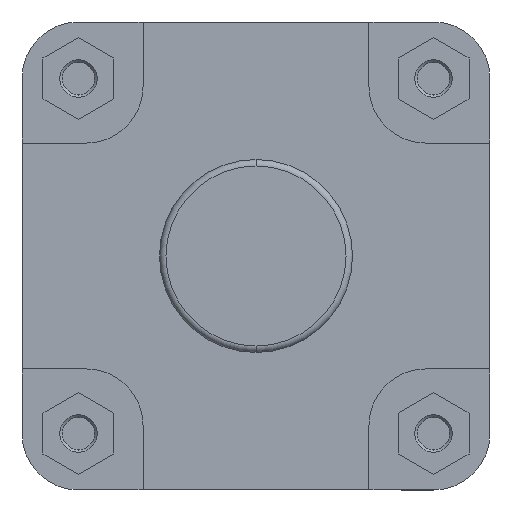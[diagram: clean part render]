
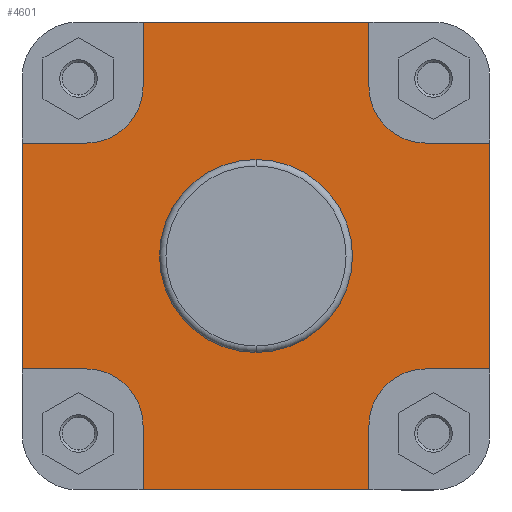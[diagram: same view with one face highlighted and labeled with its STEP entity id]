
A CAD part, left-side view. The second image highlights one B-rep face of the part: STEP entity #4601.
In plain terms, the highlighted planar face has unit normal (-1, 0, 0).
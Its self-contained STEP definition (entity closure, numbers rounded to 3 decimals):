
#19 = EDGE_LOOP ( 'NONE', ( #897, #896 ) ) ;
#58 = EDGE_LOOP ( 'NONE', ( #895, #894, #893, #892, #891, #890, #889, #888, #887, #886, #885, #884, #883, #882, #881, #880 ) ) ;
#880 = ORIENTED_EDGE ( 'NONE', *, *, #3959, .F. ) ;
#881 = ORIENTED_EDGE ( 'NONE', *, *, #3958, .F. ) ;
#882 = ORIENTED_EDGE ( 'NONE', *, *, #3954, .F. ) ;
#883 = ORIENTED_EDGE ( 'NONE', *, *, #3951, .F. ) ;
#884 = ORIENTED_EDGE ( 'NONE', *, *, #3924, .F. ) ;
#885 = ORIENTED_EDGE ( 'NONE', *, *, #3913, .F. ) ;
#886 = ORIENTED_EDGE ( 'NONE', *, *, #3912, .F. ) ;
#887 = ORIENTED_EDGE ( 'NONE', *, *, #3978, .F. ) ;
#888 = ORIENTED_EDGE ( 'NONE', *, *, #3821, .F. ) ;
#889 = ORIENTED_EDGE ( 'NONE', *, *, #3960, .F. ) ;
#890 = ORIENTED_EDGE ( 'NONE', *, *, #3945, .F. ) ;
#891 = ORIENTED_EDGE ( 'NONE', *, *, #3777, .T. ) ;
#892 = ORIENTED_EDGE ( 'NONE', *, *, #3798, .F. ) ;
#893 = ORIENTED_EDGE ( 'NONE', *, *, #3778, .F. ) ;
#894 = ORIENTED_EDGE ( 'NONE', *, *, #3800, .F. ) ;
#895 = ORIENTED_EDGE ( 'NONE', *, *, #3816, .T. ) ;
#896 = ORIENTED_EDGE ( 'NONE', *, *, #3830, .F. ) ;
#897 = ORIENTED_EDGE ( 'NONE', *, *, #3799, .F. ) ;
#1882 = CARTESIAN_POINT ( 'NONE',  ( 46., 35., -52.5 ) ) ;
#1883 = CARTESIAN_POINT ( 'NONE',  ( 46., 52.5, -35. ) ) ;
#1884 = CARTESIAN_POINT ( 'NONE',  ( 46., 72.5, -35. ) ) ;
#1885 = CARTESIAN_POINT ( 'NONE',  ( 46., 72.5, 35. ) ) ;
#1886 = CARTESIAN_POINT ( 'NONE',  ( 46., 52.5, 35. ) ) ;
#1887 = CARTESIAN_POINT ( 'NONE',  ( 46., 35., 52.5 ) ) ;
#1888 = CARTESIAN_POINT ( 'NONE',  ( 46., 35., 72.5 ) ) ;
#1889 = CARTESIAN_POINT ( 'NONE',  ( 46., -35., 72.5 ) ) ;
#1890 = CARTESIAN_POINT ( 'NONE',  ( 46., -35., 52.5 ) ) ;
#1891 = CARTESIAN_POINT ( 'NONE',  ( 46., -52.5, 35. ) ) ;
#1892 = CARTESIAN_POINT ( 'NONE',  ( 46., -72.5, 35. ) ) ;
#1893 = CARTESIAN_POINT ( 'NONE',  ( 46., -72.5, -35. ) ) ;
#1894 = CARTESIAN_POINT ( 'NONE',  ( 46., -52.5, -35. ) ) ;
#1895 = CARTESIAN_POINT ( 'NONE',  ( 46., -35., -52.5 ) ) ;
#1896 = CARTESIAN_POINT ( 'NONE',  ( 46., -35., -72.5 ) ) ;
#1897 = CARTESIAN_POINT ( 'NONE',  ( 46., 35., -72.5 ) ) ;
#1954 = CARTESIAN_POINT ( 'NONE',  ( 46., 0., -29.9 ) ) ;
#1955 = CARTESIAN_POINT ( 'NONE',  ( 46., 0., 29.9 ) ) ;
#2836 = CARTESIAN_POINT ( 'NONE',  ( 46., -72.5, 0. ) ) ;
#2837 = DIRECTION ( 'NONE',  ( 0., 0., 1. ) ) ;
#2838 = CARTESIAN_POINT ( 'NONE',  ( 46., -52.5, -52.5 ) ) ;
#2839 = DIRECTION ( 'NONE',  ( -1., 0., 0. ) ) ;
#2840 = DIRECTION ( 'NONE',  ( 0., 0., -1. ) ) ;
#2873 = CARTESIAN_POINT ( 'NONE',  ( 46., -72.5, -35. ) ) ;
#2879 = CARTESIAN_POINT ( 'NONE',  ( 46., -35., -52.5 ) ) ;
#2880 = DIRECTION ( 'NONE',  ( 0., 1., 0. ) ) ;
#2881 = CARTESIAN_POINT ( 'NONE',  ( 46., 0., 0. ) ) ;
#2882 = DIRECTION ( 'NONE',  ( -1., 0., 0. ) ) ;
#2883 = DIRECTION ( 'NONE',  ( 0., 0., 1. ) ) ;
#2885 = DIRECTION ( 'NONE',  ( 0., 0., -1. ) ) ;
#2927 = CARTESIAN_POINT ( 'NONE',  ( 46., -159.641, -72.5 ) ) ;
#2930 = DIRECTION ( 'NONE',  ( 0., -1., 0. ) ) ;
#2936 = CARTESIAN_POINT ( 'NONE',  ( 46., -35., 72.5 ) ) ;
#2944 = DIRECTION ( 'NONE',  ( 0., 0., -1. ) ) ;
#2964 = CARTESIAN_POINT ( 'NONE',  ( 46., 0., 0. ) ) ;
#2966 = DIRECTION ( 'NONE',  ( -1., 0., 0. ) ) ;
#2967 = DIRECTION ( 'NONE',  ( 0., 0., 1. ) ) ;
#3181 = VERTEX_POINT ( 'NONE', #1882 ) ;
#3182 = VERTEX_POINT ( 'NONE', #1883 ) ;
#3183 = VERTEX_POINT ( 'NONE', #1884 ) ;
#3184 = VERTEX_POINT ( 'NONE', #1885 ) ;
#3185 = VERTEX_POINT ( 'NONE', #1886 ) ;
#3186 = VERTEX_POINT ( 'NONE', #1887 ) ;
#3187 = VERTEX_POINT ( 'NONE', #1888 ) ;
#3188 = VERTEX_POINT ( 'NONE', #1889 ) ;
#3189 = VERTEX_POINT ( 'NONE', #1890 ) ;
#3190 = VERTEX_POINT ( 'NONE', #1891 ) ;
#3191 = VERTEX_POINT ( 'NONE', #1892 ) ;
#3192 = VERTEX_POINT ( 'NONE', #1893 ) ;
#3193 = VERTEX_POINT ( 'NONE', #1894 ) ;
#3194 = VERTEX_POINT ( 'NONE', #1895 ) ;
#3195 = VERTEX_POINT ( 'NONE', #1896 ) ;
#3196 = VERTEX_POINT ( 'NONE', #1897 ) ;
#3253 = VERTEX_POINT ( 'NONE', #1954 ) ;
#3254 = VERTEX_POINT ( 'NONE', #1955 ) ;
#3777 = EDGE_CURVE ( 'NONE', #3192, #3191, #4866, .T. ) ;
#3778 = EDGE_CURVE ( 'NONE', #3193, #3194, #4872, .T. ) ;
#3798 = EDGE_CURVE ( 'NONE', #3192, #3193, #4899, .T. ) ;
#3799 = EDGE_CURVE ( 'NONE', #3254, #3253, #4903, .T. ) ;
#3800 = EDGE_CURVE ( 'NONE', #3194, #3195, #4902, .T. ) ;
#3816 = EDGE_CURVE ( 'NONE', #3196, #3195, #4921, .T. ) ;
#3821 = EDGE_CURVE ( 'NONE', #3188, #3189, #4941, .T. ) ;
#3830 = EDGE_CURVE ( 'NONE', #3253, #3254, #4956, .T. ) ;
#3912 = EDGE_CURVE ( 'NONE', #3186, #3187, #5089, .T. ) ;
#3913 = EDGE_CURVE ( 'NONE', #3185, #3186, #5103, .T. ) ;
#3924 = EDGE_CURVE ( 'NONE', #3184, #3185, #5101, .T. ) ;
#3945 = EDGE_CURVE ( 'NONE', #3190, #3191, #5165, .T. ) ;
#3951 = EDGE_CURVE ( 'NONE', #3183, #3184, #5160, .T. ) ;
#3954 = EDGE_CURVE ( 'NONE', #3182, #3183, #5182, .T. ) ;
#3958 = EDGE_CURVE ( 'NONE', #3181, #3182, #5190, .T. ) ;
#3959 = EDGE_CURVE ( 'NONE', #3196, #3181, #5172, .T. ) ;
#3960 = EDGE_CURVE ( 'NONE', #3189, #3190, #5194, .T. ) ;
#3978 = EDGE_CURVE ( 'NONE', #3187, #3188, #5216, .T. ) ;
#4224 = AXIS2_PLACEMENT_3D ( 'NONE', #2838, #2839, #2840 ) ;
#4233 = AXIS2_PLACEMENT_3D ( 'NONE', #2881, #2882, #2883 ) ;
#4245 = AXIS2_PLACEMENT_3D ( 'NONE', #2964, #2966, #2967 ) ;
#4266 = AXIS2_PLACEMENT_3D ( 'NONE', #5993, #5994, #5995 ) ;
#4271 = AXIS2_PLACEMENT_3D ( 'NONE', #6093, #6095, #6096 ) ;
#4273 = AXIS2_PLACEMENT_3D ( 'NONE', #6065, #6088, #6089 ) ;
#4325 = AXIS2_PLACEMENT_3D ( 'NONE', #6394, #6396, #6397 ) ;
#4601 = ADVANCED_FACE ( 'NONE', ( #5407, #5417 ), #6395, .F. ) ;
#4864 = VECTOR ( 'NONE', #2837, 1000. ) ;
#4866 = LINE ( 'NONE', #2836, #4864 ) ;
#4872 = CIRCLE ( 'NONE', #4224, 17.5 ) ;
#4892 = VECTOR ( 'NONE', #2885, 1000. ) ;
#4897 = VECTOR ( 'NONE', #2880, 1000. ) ;
#4899 = LINE ( 'NONE', #2873, #4897 ) ;
#4902 = LINE ( 'NONE', #2879, #4892 ) ;
#4903 = CIRCLE ( 'NONE', #4233, 29.9 ) ;
#4921 = LINE ( 'NONE', #2927, #4930 ) ;
#4930 = VECTOR ( 'NONE', #2930, 1000. ) ;
#4936 = VECTOR ( 'NONE', #2944, 1000. ) ;
#4941 = LINE ( 'NONE', #2936, #4936 ) ;
#4956 = CIRCLE ( 'NONE', #4245, 29.9 ) ;
#5089 = LINE ( 'NONE', #5987, #5098 ) ;
#5098 = VECTOR ( 'NONE', #5992, 1000. ) ;
#5101 = LINE ( 'NONE', #6008, #5125 ) ;
#5103 = CIRCLE ( 'NONE', #4266, 17.5 ) ;
#5125 = VECTOR ( 'NONE', #6018, 1000. ) ;
#5156 = VECTOR ( 'NONE', #6075, 1000. ) ;
#5160 = LINE ( 'NONE', #6074, #5156 ) ;
#5165 = LINE ( 'NONE', #6061, #5166 ) ;
#5166 = VECTOR ( 'NONE', #6062, 1000. ) ;
#5172 = LINE ( 'NONE', #6091, #5176 ) ;
#5176 = VECTOR ( 'NONE', #6092, 1000. ) ;
#5182 = LINE ( 'NONE', #6080, #5183 ) ;
#5183 = VECTOR ( 'NONE', #6081, 1000. ) ;
#5190 = CIRCLE ( 'NONE', #4273, 17.5 ) ;
#5194 = CIRCLE ( 'NONE', #4271, 17.5 ) ;
#5216 = LINE ( 'NONE', #6121, #5224 ) ;
#5224 = VECTOR ( 'NONE', #6135, 1000. ) ;
#5407 = FACE_BOUND ( 'NONE', #19, .T. ) ;
#5417 = FACE_OUTER_BOUND ( 'NONE', #58, .T. ) ;
#5987 = CARTESIAN_POINT ( 'NONE',  ( 46., 35., 52.5 ) ) ;
#5992 = DIRECTION ( 'NONE',  ( 0., 0., 1. ) ) ;
#5993 = CARTESIAN_POINT ( 'NONE',  ( 46., 52.5, 52.5 ) ) ;
#5994 = DIRECTION ( 'NONE',  ( -1., 0., 0. ) ) ;
#5995 = DIRECTION ( 'NONE',  ( 0., 0., -1. ) ) ;
#6008 = CARTESIAN_POINT ( 'NONE',  ( 46., 72.5, 35. ) ) ;
#6018 = DIRECTION ( 'NONE',  ( 0., -1., 0. ) ) ;
#6061 = CARTESIAN_POINT ( 'NONE',  ( 46., -52.5, 35. ) ) ;
#6062 = DIRECTION ( 'NONE',  ( 0., -1., 0. ) ) ;
#6065 = CARTESIAN_POINT ( 'NONE',  ( 46., 52.5, -52.5 ) ) ;
#6074 = CARTESIAN_POINT ( 'NONE',  ( 46., 72.5, 0. ) ) ;
#6075 = DIRECTION ( 'NONE',  ( 0., 0., 1. ) ) ;
#6080 = CARTESIAN_POINT ( 'NONE',  ( 46., 52.5, -35. ) ) ;
#6081 = DIRECTION ( 'NONE',  ( 0., 1., 0. ) ) ;
#6088 = DIRECTION ( 'NONE',  ( -1., 0., 0. ) ) ;
#6089 = DIRECTION ( 'NONE',  ( 0., 0., -1. ) ) ;
#6091 = CARTESIAN_POINT ( 'NONE',  ( 46., 35., -72.5 ) ) ;
#6092 = DIRECTION ( 'NONE',  ( 0., 0., 1. ) ) ;
#6093 = CARTESIAN_POINT ( 'NONE',  ( 46., -52.5, 52.5 ) ) ;
#6095 = DIRECTION ( 'NONE',  ( -1., 0., 0. ) ) ;
#6096 = DIRECTION ( 'NONE',  ( 0., 0., -1. ) ) ;
#6121 = CARTESIAN_POINT ( 'NONE',  ( 46., -159.641, 72.5 ) ) ;
#6135 = DIRECTION ( 'NONE',  ( 0., -1., 0. ) ) ;
#6394 = CARTESIAN_POINT ( 'NONE',  ( 46., 29.9, 0. ) ) ;
#6395 = PLANE ( 'NONE',  #4325 ) ;
#6396 = DIRECTION ( 'NONE',  ( 1., 0., 0. ) ) ;
#6397 = DIRECTION ( 'NONE',  ( 0., 0., -1. ) ) ;
